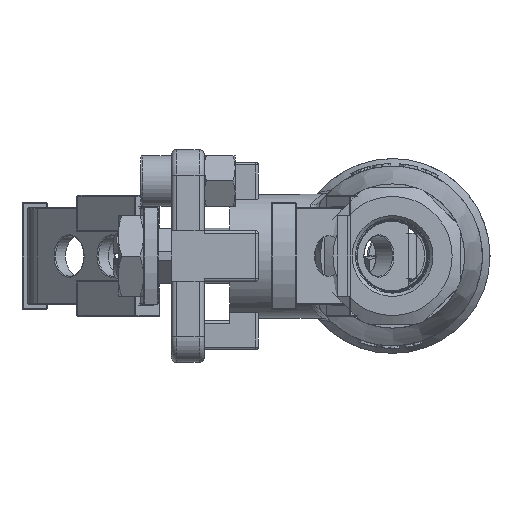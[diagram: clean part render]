
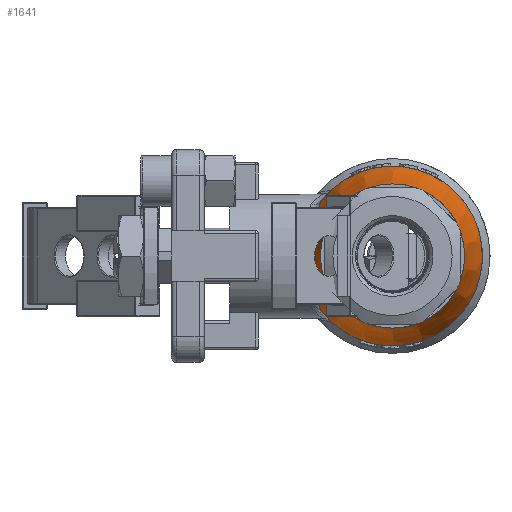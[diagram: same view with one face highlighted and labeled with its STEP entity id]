
A CAD part, left-side view. The second image highlights one B-rep face of the part: STEP entity #1641.
In plain terms, the highlighted conical face has half-angle 16.421 degrees and reference radius 14.25 mm.
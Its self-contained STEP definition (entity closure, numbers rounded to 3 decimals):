
#1641 = ADVANCED_FACE( 'NONE', ( #3587, #3588 ), #3589, .T. );
#3587 = FACE_OUTER_BOUND( '', #16160, .T. );
#3588 = FACE_BOUND( '', #16161, .T. );
#3589 = CONICAL_SURFACE( '', #16162, 14.25, 0.287 );
#16160 = EDGE_LOOP( '', ( #28535, #28536, #28537, #28538 ) );
#16161 = EDGE_LOOP( '', ( #28539 ) );
#16162 = AXIS2_PLACEMENT_3D( '', #28540, #28541, #28542 );
#28535 = ORIENTED_EDGE( '', *, *, #31652, .T. );
#28536 = ORIENTED_EDGE( '', *, *, #33300, .F. );
#28537 = ORIENTED_EDGE( '', *, *, #33301, .T. );
#28538 = ORIENTED_EDGE( '', *, *, #32669, .T. );
#28539 = ORIENTED_EDGE( '', *, *, #33302, .T. );
#28540 = CARTESIAN_POINT( '', ( -19.8, 0., 0. ) );
#28541 = DIRECTION( '', ( 1., 0., 0. ) );
#28542 = DIRECTION( '', ( 0., 0., -1. ) );
#31652 = EDGE_CURVE( 'NONE', #34614, #34611, #34615, .T. );
#32669 = EDGE_CURVE( 'NONE', #36310, #34614, #36311, .T. );
#33300 = EDGE_CURVE( 'NONE', #37189, #34611, #37190, .T. );
#33301 = EDGE_CURVE( 'NONE', #37189, #36310, #37191, .T. );
#33302 = EDGE_CURVE( 'NONE', #37192, #37192, #37193, .T. );
#34611 = VERTEX_POINT( 'NONE', #40474 );
#34614 = VERTEX_POINT( 'NONE', #40498 );
#34615 = B_SPLINE_CURVE_WITH_KNOTS( '', 3, ( #40499, #40500, #40501, #40502, #40503, #40504, #40505, #40506, #40507 ), .UNSPECIFIED., .F., .F., ( 4, 1, 1, 1, 1, 1, 4 ), ( 0., 0.155, 0.312, 0.473, 0.64, 0.815, 1. ), .UNSPECIFIED. );
#36310 = VERTEX_POINT( 'NONE', #50332 );
#36311 = B_SPLINE_CURVE_WITH_KNOTS( '', 3, ( #50333, #50334, #50335, #50336, #50337, #50338, #50339, #50340, #50341, #50342, #50343, #50344, #50345, #50346, #50347, #50348, #50349, #50350, #50351, #50352, #50353, #50354, #50355, #50356, #50357, #50358, #50359, #50360, #50361, #50362, #50363, #50364 ), .UNSPECIFIED., .F., .F., ( 4, 1, 1, 1, 1, 1, 1, 1, 1, 1, 1, 1, 1, 1, 1, 1, 1, 1, 1, 1, 1, 1, 1, 1, 1, 1, 1, 1, 1, 4 ), ( 0., 0.014, 0.028, 0.042, 0.056, 0.069, 0.083, 0.097, 0.111, 0.125, 0.157, 0.188, 0.219, 0.25, 0.313, 0.375, 0.437, 0.5, 0.563, 0.626, 0.687, 0.75, 0.813, 0.844, 0.875, 0.906, 0.937, 0.958, 0.979, 1. ), .UNSPECIFIED. );
#37189 = VERTEX_POINT( 'NONE', #57223 );
#37190 = CIRCLE( '', #57224, 17.75 );
#37191 = B_SPLINE_CURVE_WITH_KNOTS( '', 3, ( #57225, #57226, #57227, #57228, #57229, #57230, #57231, #57232 ), .UNSPECIFIED., .F., .F., ( 4, 1, 1, 1, 1, 4 ), ( 0., 0.221, 0.428, 0.624, 0.814, 1. ), .UNSPECIFIED. );
#37192 = VERTEX_POINT( '', #57233 );
#37193 = CIRCLE( '', #57234, 14.25 );
#40474 = CARTESIAN_POINT( '', ( -7.924, 14.005, -10.905 ) );
#40498 = CARTESIAN_POINT( '', ( -7.813, 14.271, -10.61 ) );
#40499 = CARTESIAN_POINT( '', ( -7.813, 14.271, -10.61 ) );
#40500 = CARTESIAN_POINT( '', ( -7.825, 14.257, -10.622 ) );
#40501 = CARTESIAN_POINT( '', ( -7.848, 14.23, -10.647 ) );
#40502 = CARTESIAN_POINT( '', ( -7.876, 14.188, -10.69 ) );
#40503 = CARTESIAN_POINT( '', ( -7.898, 14.144, -10.737 ) );
#40504 = CARTESIAN_POINT( '', ( -7.913, 14.099, -10.789 ) );
#40505 = CARTESIAN_POINT( '', ( -7.922, 14.052, -10.845 ) );
#40506 = CARTESIAN_POINT( '', ( -7.923, 14.021, -10.885 ) );
#40507 = CARTESIAN_POINT( '', ( -7.924, 14.005, -10.905 ) );
#50332 = CARTESIAN_POINT( '', ( -7.813, 14.271, 10.61 ) );
#50333 = CARTESIAN_POINT( '', ( -7.813, 14.271, 10.61 ) );
#50334 = CARTESIAN_POINT( '', ( -7.913, 14.282, 10.544 ) );
#50335 = CARTESIAN_POINT( '', ( -8.113, 14.306, 10.414 ) );
#50336 = CARTESIAN_POINT( '', ( -8.407, 14.346, 10.209 ) );
#50337 = CARTESIAN_POINT( '', ( -8.696, 14.39, 9.999 ) );
#50338 = CARTESIAN_POINT( '', ( -8.979, 14.438, 9.782 ) );
#50339 = CARTESIAN_POINT( '', ( -9.256, 14.489, 9.559 ) );
#50340 = CARTESIAN_POINT( '', ( -9.528, 14.543, 9.329 ) );
#50341 = CARTESIAN_POINT( '', ( -9.794, 14.599, 9.093 ) );
#50342 = CARTESIAN_POINT( '', ( -10.055, 14.658, 8.85 ) );
#50343 = CARTESIAN_POINT( '', ( -10.416, 14.744, 8.497 ) );
#50344 = CARTESIAN_POINT( '', ( -10.864, 14.86, 8.022 ) );
#50345 = CARTESIAN_POINT( '', ( -11.377, 15.006, 7.411 ) );
#50346 = CARTESIAN_POINT( '', ( -11.851, 15.152, 6.774 ) );
#50347 = CARTESIAN_POINT( '', ( -12.432, 15.342, 5.887 ) );
#50348 = CARTESIAN_POINT( '', ( -13.056, 15.563, 4.709 ) );
#50349 = CARTESIAN_POINT( '', ( -13.616, 15.776, 3.201 ) );
#50350 = CARTESIAN_POINT( '', ( -13.965, 15.915, 1.618 ) );
#50351 = CARTESIAN_POINT( '', ( -14.083, 15.963, -0.005 ) );
#50352 = CARTESIAN_POINT( '', ( -13.963, 15.914, -1.633 ) );
#50353 = CARTESIAN_POINT( '', ( -13.613, 15.775, -3.209 ) );
#50354 = CARTESIAN_POINT( '', ( -13.055, 15.562, -4.714 ) );
#50355 = CARTESIAN_POINT( '', ( -12.307, 15.297, -6.124 ) );
#50356 = CARTESIAN_POINT( '', ( -11.543, 15.053, -7.214 ) );
#50357 = CARTESIAN_POINT( '', ( -10.86, 14.859, -8.026 ) );
#50358 = CARTESIAN_POINT( '', ( -10.315, 14.718, -8.603 ) );
#50359 = CARTESIAN_POINT( '', ( -9.737, 14.585, -9.152 ) );
#50360 = CARTESIAN_POINT( '', ( -9.195, 14.476, -9.613 ) );
#50361 = CARTESIAN_POINT( '', ( -8.701, 14.39, -9.997 ) );
#50362 = CARTESIAN_POINT( '', ( -8.264, 14.325, -10.313 ) );
#50363 = CARTESIAN_POINT( '', ( -7.963, 14.289, -10.511 ) );
#50364 = CARTESIAN_POINT( '', ( -7.813, 14.271, -10.61 ) );
#57223 = CARTESIAN_POINT( '', ( -7.924, 14.005, 10.905 ) );
#57224 = AXIS2_PLACEMENT_3D( '', #65228, #65229, #65230 );
#57225 = CARTESIAN_POINT( '', ( -7.924, 14.005, 10.905 ) );
#57226 = CARTESIAN_POINT( '', ( -7.923, 14.024, 10.881 ) );
#57227 = CARTESIAN_POINT( '', ( -7.922, 14.061, 10.834 ) );
#57228 = CARTESIAN_POINT( '', ( -7.908, 14.117, 10.768 ) );
#57229 = CARTESIAN_POINT( '', ( -7.886, 14.17, 10.708 ) );
#57230 = CARTESIAN_POINT( '', ( -7.855, 14.222, 10.655 ) );
#57231 = CARTESIAN_POINT( '', ( -7.827, 14.255, 10.625 ) );
#57232 = CARTESIAN_POINT( '', ( -7.813, 14.271, 10.61 ) );
#57233 = CARTESIAN_POINT( '', ( -19.8, 0., -14.25 ) );
#57234 = AXIS2_PLACEMENT_3D( '', #65231, #65232, #65233 );
#65228 = CARTESIAN_POINT( '', ( -7.924, 0., 0. ) );
#65229 = DIRECTION( '', ( 1., 0., 0. ) );
#65230 = DIRECTION( '', ( 0., 0., -1. ) );
#65231 = CARTESIAN_POINT( '', ( -19.8, 0., 0. ) );
#65232 = DIRECTION( '', ( 1., 0., 0. ) );
#65233 = DIRECTION( '', ( 0., 0., -1. ) );
